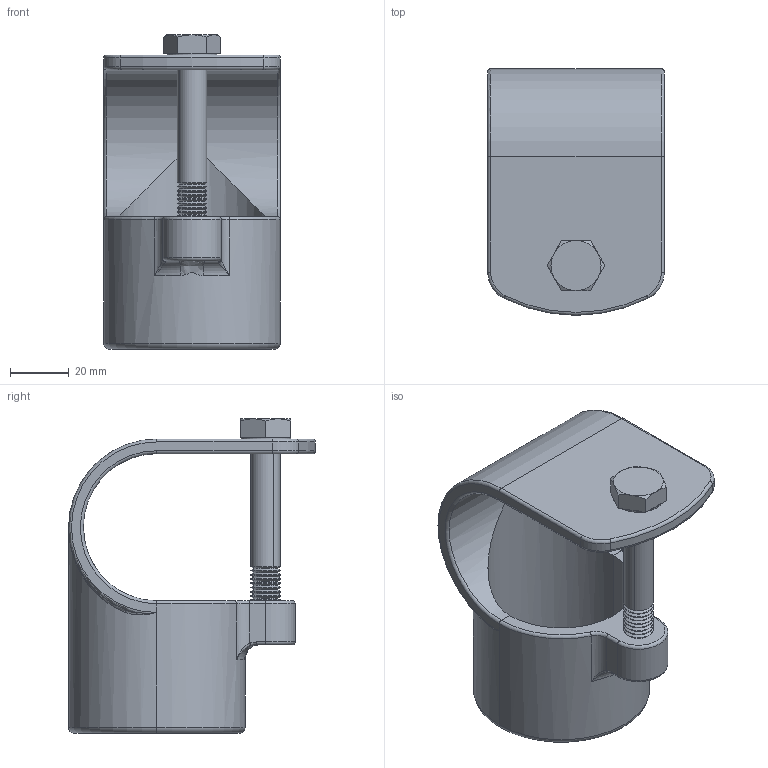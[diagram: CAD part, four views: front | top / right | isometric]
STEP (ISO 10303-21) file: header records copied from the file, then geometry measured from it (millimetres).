
FILE_DESCRIPTION (( 'STEP AP203' ), '1' );
FILE_NAME ('T13500.STEP', '2018-05-22T15:15:03', ( '' ), ( '' ), 'SwSTEP 2.0', 'SolidWorks 2016', '' );
FILE_SCHEMA (( 'CONFIG_CONTROL_DESIGN' ));
Length unit declared in the file: millimetre
Products named in the file (3): T13500; Hex Bolt_ISO 4016 - M10 x 70 x 26-WS
Assembly tree (2 placements, depth 2):
  T13500
    T13500
    Hex Bolt_ISO 4016 - M10 x 70 x 26-WS
Bounding box: 60 x 83.92 x 106.85 mm (x, y, z)
Volume: 85494.1 mm3; surface area: 37395.8 mm2
Topology: 2 solids, 2 shells, 199 faces, 498 edges, 296 vertices
Faces by surface type: cone 80, cylinder 64, plane 24, torus 22, bspline 9
Entity records: 6708 total; most frequent: CARTESIAN_POINT 1560, DIRECTION 1140, ORIENTED_EDGE 984, EDGE_CURVE 492, AXIS2_PLACEMENT_3D 484, VERTEX_POINT 296, CIRCLE 289, EDGE_LOOP 204
